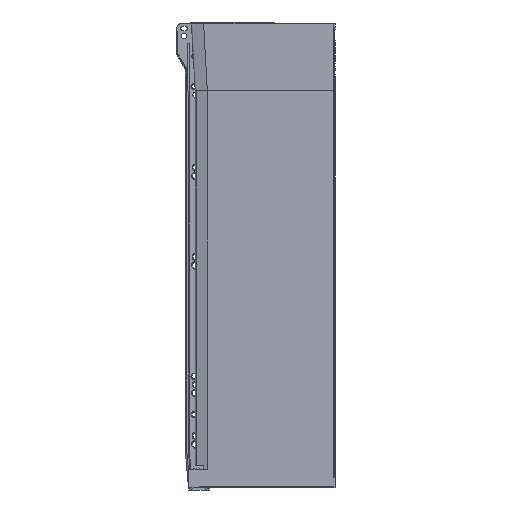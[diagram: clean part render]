
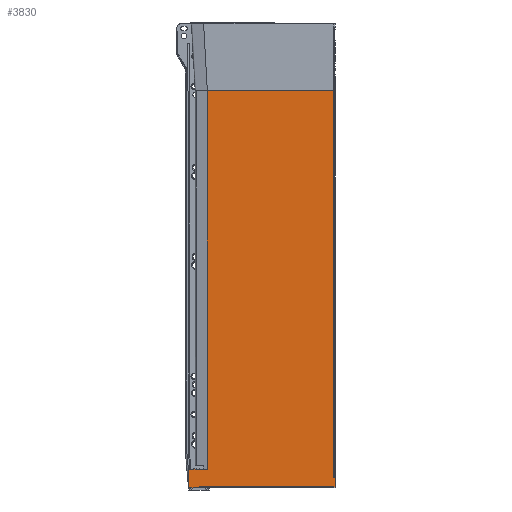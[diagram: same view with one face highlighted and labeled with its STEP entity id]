
A CAD part, left-side view. The second image highlights one B-rep face of the part: STEP entity #3830.
In plain terms, the highlighted planar face has unit normal (-1, 0, 0).
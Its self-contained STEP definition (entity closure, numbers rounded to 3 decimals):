
#91 = VERTEX_POINT ( 'NONE', #1928 ) ;
#166 = DIRECTION ( 'NONE',  ( 0., 0., 1. ) ) ;
#498 = VECTOR ( 'NONE', #2713, 1000. ) ;
#954 = VERTEX_POINT ( 'NONE', #4517 ) ;
#1164 = ORIENTED_EDGE ( 'NONE', *, *, #1930, .F. ) ;
#1221 = CARTESIAN_POINT ( 'NONE',  ( -14.887, 143.5, -498. ) ) ;
#1243 = CARTESIAN_POINT ( 'NONE',  ( -14.887, -2.091, -496.9 ) ) ;
#1326 = DIRECTION ( 'NONE',  ( -1., 0., 0. ) ) ;
#1338 = ORIENTED_EDGE ( 'NONE', *, *, #4580, .F. ) ;
#1504 = CARTESIAN_POINT ( 'NONE',  ( -14.887, 143.5, -498. ) ) ;
#1644 = VERTEX_POINT ( 'NONE', #4125 ) ;
#1649 = VECTOR ( 'NONE', #8493, 1000. ) ;
#1686 = LINE ( 'NONE', #4803, #9424 ) ;
#1928 = CARTESIAN_POINT ( 'NONE',  ( -14.887, 134.9, -478. ) ) ;
#1930 = EDGE_CURVE ( 'NONE', #2204, #10386, #6924, .T. ) ;
#1981 = LINE ( 'NONE', #10068, #4622 ) ;
#2004 = DIRECTION ( 'NONE',  ( 0., 1., 0. ) ) ;
#2017 = LINE ( 'NONE', #5292, #8578 ) ;
#2178 = EDGE_CURVE ( 'NONE', #91, #7864, #9397, .T. ) ;
#2192 = CARTESIAN_POINT ( 'NONE',  ( -14.887, -0.837, -498. ) ) ;
#2204 = VERTEX_POINT ( 'NONE', #6793 ) ;
#2399 = AXIS2_PLACEMENT_3D ( 'NONE', #2192, #1326, #4605 ) ;
#2419 = CARTESIAN_POINT ( 'NONE',  ( -14.887, -0.837, -487. ) ) ;
#2713 = DIRECTION ( 'NONE',  ( 0., 0., 1. ) ) ;
#3017 = VERTEX_POINT ( 'NONE', #3193 ) ;
#3193 = CARTESIAN_POINT ( 'NONE',  ( -14.887, -0.837, -72. ) ) ;
#3220 = ORIENTED_EDGE ( 'NONE', *, *, #5854, .T. ) ;
#3234 = VECTOR ( 'NONE', #166, 1000. ) ;
#3373 = EDGE_CURVE ( 'NONE', #8772, #3542, #1981, .T. ) ;
#3542 = VERTEX_POINT ( 'NONE', #2419 ) ;
#3710 = VECTOR ( 'NONE', #10467, 1000. ) ;
#3774 = ORIENTED_EDGE ( 'NONE', *, *, #5530, .T. ) ;
#3792 = DIRECTION ( 'NONE',  ( 0., 1., 0. ) ) ;
#3830 = ADVANCED_FACE ( 'NONE', ( #5519 ), #10494, .T. ) ;
#3873 = CARTESIAN_POINT ( 'NONE',  ( -14.887, 134.9, -72. ) ) ;
#3969 = CARTESIAN_POINT ( 'NONE',  ( -14.887, -2.091, -487. ) ) ;
#4125 = CARTESIAN_POINT ( 'NONE',  ( -14.887, -2.091, -496.9 ) ) ;
#4129 = ORIENTED_EDGE ( 'NONE', *, *, #3373, .T. ) ;
#4279 = EDGE_CURVE ( 'NONE', #954, #10386, #1686, .T. ) ;
#4306 = ORIENTED_EDGE ( 'NONE', *, *, #4279, .T. ) ;
#4323 = VECTOR ( 'NONE', #3792, 1000. ) ;
#4324 = CARTESIAN_POINT ( 'NONE',  ( -14.887, 134.9, -478. ) ) ;
#4517 = CARTESIAN_POINT ( 'NONE',  ( -14.887, 154.645, -498. ) ) ;
#4580 = EDGE_CURVE ( 'NONE', #10088, #91, #5235, .T. ) ;
#4593 = CARTESIAN_POINT ( 'NONE',  ( -14.887, -0.837, -72. ) ) ;
#4605 = DIRECTION ( 'NONE',  ( 0., 0., -1. ) ) ;
#4622 = VECTOR ( 'NONE', #9108, 1000. ) ;
#4660 = DIRECTION ( 'NONE',  ( 0., 0., -1. ) ) ;
#4785 = EDGE_LOOP ( 'NONE', ( #6024, #7976, #4129, #7852, #3774, #10079, #1338, #3220, #4306, #1164 ) ) ;
#4797 = EDGE_CURVE ( 'NONE', #8772, #1644, #7268, .T. ) ;
#4803 = CARTESIAN_POINT ( 'NONE',  ( -14.887, 134.9, -498. ) ) ;
#5235 = LINE ( 'NONE', #4324, #1649 ) ;
#5292 = CARTESIAN_POINT ( 'NONE',  ( -14.887, 154.645, -478. ) ) ;
#5331 = LINE ( 'NONE', #1243, #9971 ) ;
#5519 = FACE_OUTER_BOUND ( 'NONE', #4785, .T. ) ;
#5530 = EDGE_CURVE ( 'NONE', #3017, #7864, #7869, .T. ) ;
#5854 = EDGE_CURVE ( 'NONE', #10088, #954, #2017, .T. ) ;
#6024 = ORIENTED_EDGE ( 'NONE', *, *, #7784, .F. ) ;
#6618 = CARTESIAN_POINT ( 'NONE',  ( -14.887, -2.091, -498. ) ) ;
#6777 = LINE ( 'NONE', #8324, #3234 ) ;
#6793 = CARTESIAN_POINT ( 'NONE',  ( -14.887, 143.5, -496.9 ) ) ;
#6924 = LINE ( 'NONE', #1221, #10100 ) ;
#7268 = LINE ( 'NONE', #6618, #3710 ) ;
#7784 = EDGE_CURVE ( 'NONE', #1644, #2204, #5331, .T. ) ;
#7852 = ORIENTED_EDGE ( 'NONE', *, *, #9687, .T. ) ;
#7864 = VERTEX_POINT ( 'NONE', #3873 ) ;
#7869 = LINE ( 'NONE', #4593, #4323 ) ;
#7976 = ORIENTED_EDGE ( 'NONE', *, *, #4797, .F. ) ;
#8083 = DIRECTION ( 'NONE',  ( 0., -1., 0. ) ) ;
#8324 = CARTESIAN_POINT ( 'NONE',  ( -14.887, -0.837, -498. ) ) ;
#8493 = DIRECTION ( 'NONE',  ( 0., -1., 0. ) ) ;
#8548 = DIRECTION ( 'NONE',  ( 0., 0., -1. ) ) ;
#8578 = VECTOR ( 'NONE', #8548, 1000. ) ;
#8772 = VERTEX_POINT ( 'NONE', #3969 ) ;
#9108 = DIRECTION ( 'NONE',  ( 0., 1., 0. ) ) ;
#9165 = CARTESIAN_POINT ( 'NONE',  ( -14.887, 154.645, -478. ) ) ;
#9397 = LINE ( 'NONE', #10204, #498 ) ;
#9424 = VECTOR ( 'NONE', #8083, 1000. ) ;
#9687 = EDGE_CURVE ( 'NONE', #3542, #3017, #6777, .T. ) ;
#9971 = VECTOR ( 'NONE', #2004, 1000. ) ;
#10068 = CARTESIAN_POINT ( 'NONE',  ( -14.887, -378., -487. ) ) ;
#10079 = ORIENTED_EDGE ( 'NONE', *, *, #2178, .F. ) ;
#10088 = VERTEX_POINT ( 'NONE', #9165 ) ;
#10100 = VECTOR ( 'NONE', #4660, 1000. ) ;
#10204 = CARTESIAN_POINT ( 'NONE',  ( -14.887, 134.9, -498. ) ) ;
#10386 = VERTEX_POINT ( 'NONE', #1504 ) ;
#10467 = DIRECTION ( 'NONE',  ( 0., 0., -1. ) ) ;
#10494 = PLANE ( 'NONE',  #2399 ) ;
